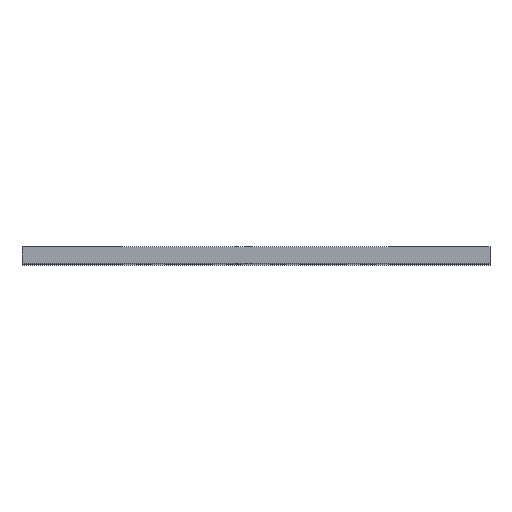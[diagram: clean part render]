
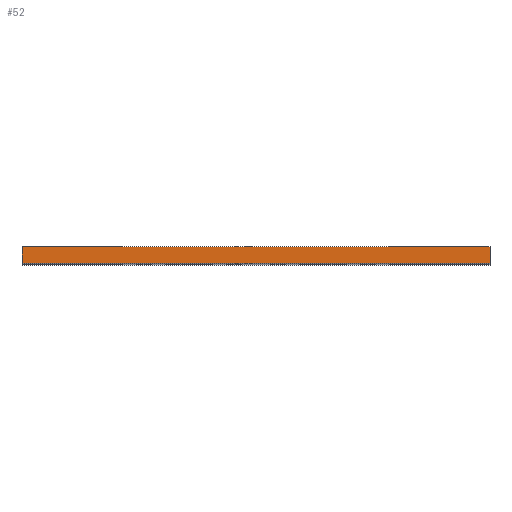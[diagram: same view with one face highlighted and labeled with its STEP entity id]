
A CAD part, top view. The second image highlights one B-rep face of the part: STEP entity #52.
In plain terms, the highlighted planar face has unit normal (0, 0, 1).
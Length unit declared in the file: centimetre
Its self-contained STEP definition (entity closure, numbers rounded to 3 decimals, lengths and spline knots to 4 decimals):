
#24 = EDGE_CURVE ( 'NONE', #1342, #1333, #691, .T. ) ;
#52 = ADVANCED_FACE ( 'NONE', ( #1212 ), #275, .F. ) ;
#90 = EDGE_CURVE ( 'NONE', #1207, #1261, #732, .T. ) ;
#99 = DIRECTION ( 'NONE',  ( 0., -1., 0. ) ) ;
#118 = EDGE_CURVE ( 'NONE', #1333, #1261, #1037, .T. ) ;
#152 = ORIENTED_EDGE ( 'NONE', *, *, #24, .T. ) ;
#187 = CARTESIAN_POINT ( 'NONE',  ( 7., 0.5, 17. ) ) ;
#275 = PLANE ( 'NONE',  #1210 ) ;
#339 = CARTESIAN_POINT ( 'NONE',  ( -7., 0.5, 17. ) ) ;
#426 = DIRECTION ( 'NONE',  ( 1., 0., 0. ) ) ;
#473 = ORIENTED_EDGE ( 'NONE', *, *, #90, .F. ) ;
#489 = CARTESIAN_POINT ( 'NONE',  ( -7., 0.5, 17. ) ) ;
#493 = CARTESIAN_POINT ( 'NONE',  ( 7., 0., 17. ) ) ;
#500 = CARTESIAN_POINT ( 'NONE',  ( 7., 0.5, 17. ) ) ;
#518 = DIRECTION ( 'NONE',  ( -1., 0., 0. ) ) ;
#545 = CARTESIAN_POINT ( 'NONE',  ( -7., 0., 17. ) ) ;
#624 = VECTOR ( 'NONE', #1150, 100. ) ;
#676 = ORIENTED_EDGE ( 'NONE', *, *, #118, .T. ) ;
#686 = CARTESIAN_POINT ( 'NONE',  ( -7., 0.5, 17. ) ) ;
#691 = LINE ( 'NONE', #489, #1230 ) ;
#728 = ORIENTED_EDGE ( 'NONE', *, *, #987, .F. ) ;
#732 = LINE ( 'NONE', #187, #993 ) ;
#747 = CARTESIAN_POINT ( 'NONE',  ( -7., 0.5, 17. ) ) ;
#829 = CARTESIAN_POINT ( 'NONE',  ( -7., 0., 17. ) ) ;
#987 = EDGE_CURVE ( 'NONE', #1342, #1207, #1159, .T. ) ;
#993 = VECTOR ( 'NONE', #99, 100. ) ;
#995 = DIRECTION ( 'NONE',  ( 0., -1., 0. ) ) ;
#1037 = LINE ( 'NONE', #829, #624 ) ;
#1110 = DIRECTION ( 'NONE',  ( 0., 0., -1. ) ) ;
#1150 = DIRECTION ( 'NONE',  ( 1., 0., 0. ) ) ;
#1159 = LINE ( 'NONE', #747, #1362 ) ;
#1207 = VERTEX_POINT ( 'NONE', #500 ) ;
#1210 = AXIS2_PLACEMENT_3D ( 'NONE', #686, #1110, #518 ) ;
#1212 = FACE_OUTER_BOUND ( 'NONE', #1225, .T. ) ;
#1225 = EDGE_LOOP ( 'NONE', ( #676, #473, #728, #152 ) ) ;
#1230 = VECTOR ( 'NONE', #995, 100. ) ;
#1261 = VERTEX_POINT ( 'NONE', #493 ) ;
#1333 = VERTEX_POINT ( 'NONE', #545 ) ;
#1342 = VERTEX_POINT ( 'NONE', #339 ) ;
#1362 = VECTOR ( 'NONE', #426, 100. ) ;
